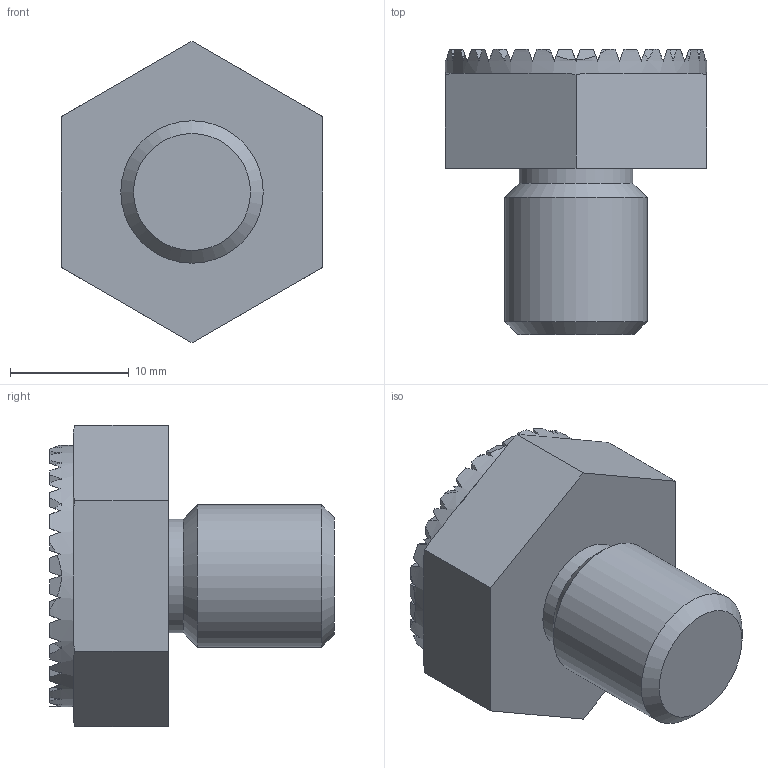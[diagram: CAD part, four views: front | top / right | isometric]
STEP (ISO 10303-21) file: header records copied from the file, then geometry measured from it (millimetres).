
FILE_DESCRIPTION( ( 'STEP AP214' ), '1' );
FILE_NAME( 'K0298.310.stp', '2020-11-27T12:59:49', ( '' ), ( '' ), ' ', 'PARTsolutions', ' ' );
FILE_SCHEMA( ( 'AUTOMOTIVE_DESIGN { 1 0 10303 214 1 1 1 1 }' ) );
Length unit declared in the file: millimetre
Products named in the file (1): _K0298.310
Bounding box: 22 x 24 x 25.4 mm (x, y, z)
Volume: 5482 mm3; surface area: 2548.5 mm2
Topology: 1 solids, 1 shells, 429 faces, 1267 edges, 841 vertices
Faces by surface type: plane 418, torus 6, cylinder 3, cone 2
Full cylindrical faces by diameter (mm): 9.6 x1, 12 x1, 22 x1
Entity records: 17581 total; most frequent: CARTESIAN_POINT 2577, ORIENTED_EDGE 2524, DIRECTION 2255, EDGE_CURVE 1262, LINE 1105, VECTOR 1105, VERTEX_POINT 841, AXIS2_PLACEMENT_3D 575
